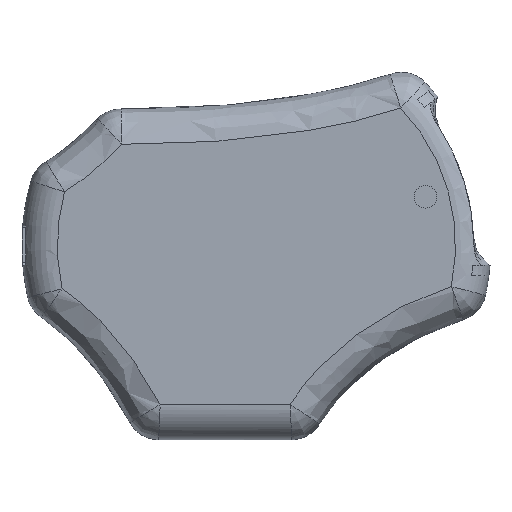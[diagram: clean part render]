
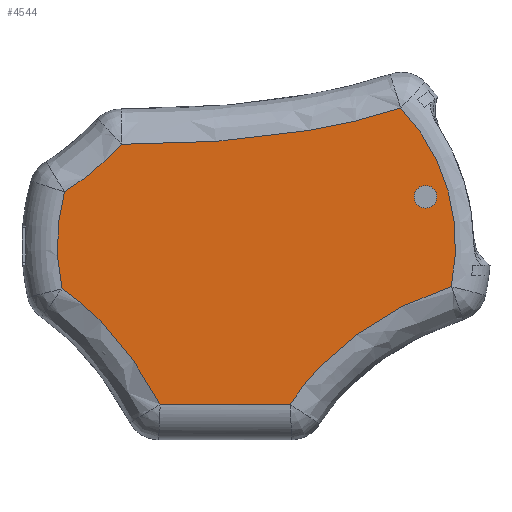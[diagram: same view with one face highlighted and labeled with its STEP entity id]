
A CAD part, front view. The second image highlights one B-rep face of the part: STEP entity #4544.
In plain terms, the highlighted planar face has unit normal (0, -1, 0).
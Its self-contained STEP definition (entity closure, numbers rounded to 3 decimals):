
#18=FACE_BOUND('',#589,.T.);
#134=PLANE('',#4866);
#331=FACE_OUTER_BOUND('',#588,.T.);
#588=EDGE_LOOP('',(#3548,#3549,#3550,#3551,#3552,#3553,#3554));
#589=EDGE_LOOP('',(#3555));
#791=CIRCLE('',#4778,2.25);
#830=CIRCLE('',#4853,39.5);
#838=CIRCLE('',#4863,39.5);
#1023=LINE('',#9323,#1364);
#1364=VECTOR('',#5480,10.);
#1730=B_SPLINE_CURVE_WITH_KNOTS('',3,(#8973,#8974,#8975,#8976,#8977,#8978,
#8979,#8980,#8981,#8982,#8983,#8984,#8985,#8986,#8987,#8988),
 .UNSPECIFIED.,.F.,.F.,(4,1,1,1,1,2,1,1,1,1,1,1,4),(0.03,
0.047,0.093,0.187,0.561,
1.308,2.067,2.574,2.827,2.953,
3.017,3.048,3.06),.UNSPECIFIED.);
#1732=B_SPLINE_CURVE_WITH_KNOTS('',3,(#9103,#9104,#9105,#9106,#9107,#9108,
#9109,#9110,#9111,#9112,#9113,#9114,#9115,#9116,#9117),.UNSPECIFIED.,.F.,
 .F.,(4,1,1,1,1,2,1,1,1,1,1,4),(0.02,0.027,0.054,
0.108,0.215,0.376,1.03,
1.194,1.357,1.439,1.48,1.499),
 .UNSPECIFIED.);
#1740=B_SPLINE_CURVE_WITH_KNOTS('',3,(#9446,#9447,#9448,#9449,#9450,#9451,
#9452,#9453,#9454,#9455,#9456,#9457,#9458,#9459,#9460,#9461,#9462,#9463),
 .UNSPECIFIED.,.F.,.F.,(4,1,1,1,1,1,2,1,2,1,1,1,1,4),(0.021,
0.087,0.174,0.348,0.695,
1.39,2.433,3.493,4.288,5.065,
5.453,5.55,5.599,5.614),
 .UNSPECIFIED.);
#1747=B_SPLINE_CURVE_WITH_KNOTS('',3,(#9764,#9765,#9766,#9767,#9768,#9769,
#9770,#9771,#9772,#9773,#9774,#9775,#9776,#9777,#9778,#9779,#9780),
 .UNSPECIFIED.,.F.,.F.,(4,1,1,1,1,2,1,2,1,1,1,1,4),(0.029,
0.034,0.068,0.137,0.41,
0.957,2.145,3.035,3.628,3.924,
3.998,4.035,4.044),.UNSPECIFIED.);
#1904=VERTEX_POINT('',#7148);
#2029=VERTEX_POINT('',#8685);
#2033=VERTEX_POINT('',#8720);
#2034=VERTEX_POINT('',#8732);
#2042=VERTEX_POINT('',#8961);
#2043=VERTEX_POINT('',#9102);
#2049=VERTEX_POINT('',#9308);
#2051=VERTEX_POINT('',#9445);
#2393=EDGE_CURVE('',#1904,#1904,#791,.T.);
#2574=EDGE_CURVE('',#2033,#2034,#830,.T.);
#2585=EDGE_CURVE('',#2042,#2033,#1730,.T.);
#2587=EDGE_CURVE('',#2034,#2043,#1732,.T.);
#2597=EDGE_CURVE('',#2049,#2042,#1023,.T.);
#2599=EDGE_CURVE('',#2043,#2051,#1740,.T.);
#2608=EDGE_CURVE('',#2029,#2049,#1747,.T.);
#2610=EDGE_CURVE('',#2051,#2029,#838,.T.);
#3548=ORIENTED_EDGE('',*,*,#2574,.F.);
#3549=ORIENTED_EDGE('',*,*,#2585,.F.);
#3550=ORIENTED_EDGE('',*,*,#2597,.F.);
#3551=ORIENTED_EDGE('',*,*,#2608,.F.);
#3552=ORIENTED_EDGE('',*,*,#2610,.F.);
#3553=ORIENTED_EDGE('',*,*,#2599,.F.);
#3554=ORIENTED_EDGE('',*,*,#2587,.F.);
#3555=ORIENTED_EDGE('',*,*,#2393,.T.);
#4544=ADVANCED_FACE('',(#331,#18),#134,.F.);
#4778=AXIS2_PLACEMENT_3D('',#7149,#5257,#5258);
#4853=AXIS2_PLACEMENT_3D('',#8733,#5466,#5467);
#4863=AXIS2_PLACEMENT_3D('',#9800,#5488,#5489);
#4866=AXIS2_PLACEMENT_3D('',#9897,#5500,#5501);
#5257=DIRECTION('center_axis',(0.,1.,0.));
#5258=DIRECTION('ref_axis',(1.,0.,0.));
#5466=DIRECTION('center_axis',(0.,1.,0.));
#5467=DIRECTION('ref_axis',(-1.,0.,0.026));
#5480=DIRECTION('',(-1.,0.,0.));
#5488=DIRECTION('center_axis',(0.,1.,0.));
#5489=DIRECTION('ref_axis',(0.989,0.,-0.15));
#5500=DIRECTION('center_axis',(0.,1.,0.));
#5501=DIRECTION('ref_axis',(1.,0.,0.));
#7148=CARTESIAN_POINT('',(31.29,0.,9.61));
#7149=CARTESIAN_POINT('Origin',(33.54,0.,9.61));
#8685=CARTESIAN_POINT('',(38.645,0.,-8.172));
#8720=CARTESIAN_POINT('',(-38.545,0.,-8.632));
#8732=CARTESIAN_POINT('',(-38.046,0.,10.618));
#8733=CARTESIAN_POINT('Origin',(0.,0.,0.));
#8961=CARTESIAN_POINT('',(-19.077,0.,-31.566));
#8973=CARTESIAN_POINT('Ctrl Pts',(-19.077,0.,
-31.566));
#8974=CARTESIAN_POINT('Ctrl Pts',(-19.104,0.,
-31.517));
#8975=CARTESIAN_POINT('Ctrl Pts',(-19.206,0.,
-31.33));
#8976=CARTESIAN_POINT('Ctrl Pts',(-19.458,0.,
-30.871));
#8977=CARTESIAN_POINT('Ctrl Pts',(-20.293,0.,
-29.373));
#8978=CARTESIAN_POINT('Ctrl Pts',(-22.349,0.,
-25.87));
#8979=CARTESIAN_POINT('Ctrl Pts',(-24.442,0.,
-22.757));
#8980=CARTESIAN_POINT('Ctrl Pts',(-27.482,0.,-18.752));
#8981=CARTESIAN_POINT('Ctrl Pts',(-30.239,0.,
-15.547));
#8982=CARTESIAN_POINT('Ctrl Pts',(-33.989,0.,
-12.092));
#8983=CARTESIAN_POINT('Ctrl Pts',(-36.307,0.,
-10.248));
#8984=CARTESIAN_POINT('Ctrl Pts',(-37.498,0.,
-9.369));
#8985=CARTESIAN_POINT('Ctrl Pts',(-38.1,0.,
-8.941));
#8986=CARTESIAN_POINT('Ctrl Pts',(-38.393,0.,
-8.738));
#8987=CARTESIAN_POINT('Ctrl Pts',(-38.512,0.,
-8.655));
#8988=CARTESIAN_POINT('Ctrl Pts',(-38.545,0.,
-8.632));
#9102=CARTESIAN_POINT('',(-26.668,0.,20.02));
#9103=CARTESIAN_POINT('Ctrl Pts',(-38.046,0.,
10.618));
#9104=CARTESIAN_POINT('Ctrl Pts',(-38.027,0.,
10.629));
#9105=CARTESIAN_POINT('Ctrl Pts',(-37.931,0.,
10.685));
#9106=CARTESIAN_POINT('Ctrl Pts',(-37.682,0.,
10.834));
#9107=CARTESIAN_POINT('Ctrl Pts',(-37.146,0.,
11.161));
#9108=CARTESIAN_POINT('Ctrl Pts',(-36.24,0.,
11.742));
#9109=CARTESIAN_POINT('Ctrl Pts',(-35.502,0.,
12.254));
#9110=CARTESIAN_POINT('Ctrl Pts',(-33.296,0.,
13.848));
#9111=CARTESIAN_POINT('Ctrl Pts',(-31.22,0.,
15.622));
#9112=CARTESIAN_POINT('Ctrl Pts',(-28.838,0.,
17.864));
#9113=CARTESIAN_POINT('Ctrl Pts',(-27.863,0.,
18.817));
#9114=CARTESIAN_POINT('Ctrl Pts',(-27.189,0.,
19.492));
#9115=CARTESIAN_POINT('Ctrl Pts',(-26.855,0.,
19.829));
#9116=CARTESIAN_POINT('Ctrl Pts',(-26.714,0.,
19.973));
#9117=CARTESIAN_POINT('Ctrl Pts',(-26.668,0.,
20.02));
#9308=CARTESIAN_POINT('',(6.715,0.,-31.566));
#9323=CARTESIAN_POINT('',(3.497,0.,-31.566));
#9445=CARTESIAN_POINT('',(28.626,0.,27.218));
#9446=CARTESIAN_POINT('Ctrl Pts',(-26.668,0.,
20.02));
#9447=CARTESIAN_POINT('Ctrl Pts',(-26.449,0.,
20.019));
#9448=CARTESIAN_POINT('Ctrl Pts',(-25.94,0.,
20.017));
#9449=CARTESIAN_POINT('Ctrl Pts',(-24.852,0.,
20.015));
#9450=CARTESIAN_POINT('Ctrl Pts',(-22.823,0.,
20.023));
#9451=CARTESIAN_POINT('Ctrl Pts',(-18.765,0.,
20.077));
#9452=CARTESIAN_POINT('Ctrl Pts',(-11.807,0.,
20.31));
#9453=CARTESIAN_POINT('Ctrl Pts',(-6.02,0.,
20.717));
#9454=CARTESIAN_POINT('Ctrl Pts',(0.962,0.,
21.39));
#9455=CARTESIAN_POINT('Ctrl Pts',(7.093,0.,
22.149));
#9456=CARTESIAN_POINT('Ctrl Pts',(13.209,0.,
23.234));
#9457=CARTESIAN_POINT('Ctrl Pts',(18.355,0.,
24.303));
#9458=CARTESIAN_POINT('Ctrl Pts',(22.142,0.,
25.2));
#9459=CARTESIAN_POINT('Ctrl Pts',(26.178,0.,
26.386));
#9460=CARTESIAN_POINT('Ctrl Pts',(27.867,0.,
26.95));
#9461=CARTESIAN_POINT('Ctrl Pts',(28.375,0.,
27.128));
#9462=CARTESIAN_POINT('Ctrl Pts',(28.576,0.,
27.2));
#9463=CARTESIAN_POINT('Ctrl Pts',(28.626,0.,
27.218));
#9764=CARTESIAN_POINT('Ctrl Pts',(38.645,0.,
-8.172));
#9765=CARTESIAN_POINT('Ctrl Pts',(38.63,0.,
-8.177));
#9766=CARTESIAN_POINT('Ctrl Pts',(38.505,0.,
-8.216));
#9767=CARTESIAN_POINT('Ctrl Pts',(38.164,0.,
-8.326));
#9768=CARTESIAN_POINT('Ctrl Pts',(36.971,0.,
-8.719));
#9769=CARTESIAN_POINT('Ctrl Pts',(34.171,0.,
-9.72));
#9770=CARTESIAN_POINT('Ctrl Pts',(31.637,0.,
-10.81));
#9771=CARTESIAN_POINT('Ctrl Pts',(26.386,0.,
-13.343));
#9772=CARTESIAN_POINT('Ctrl Pts',(20.391,0.,
-16.975));
#9773=CARTESIAN_POINT('Ctrl Pts',(15.114,0.,
-21.512));
#9774=CARTESIAN_POINT('Ctrl Pts',(11.617,0.,
-25.065));
#9775=CARTESIAN_POINT('Ctrl Pts',(9.64,0.,
-27.312));
#9776=CARTESIAN_POINT('Ctrl Pts',(7.765,0.,
-29.931));
#9777=CARTESIAN_POINT('Ctrl Pts',(7.024,0.,
-31.072));
#9778=CARTESIAN_POINT('Ctrl Pts',(6.811,0.,
-31.411));
#9779=CARTESIAN_POINT('Ctrl Pts',(6.731,0.,
-31.541));
#9780=CARTESIAN_POINT('Ctrl Pts',(6.715,0.,
-31.566));
#9800=CARTESIAN_POINT('Origin',(0.,0.,0.));
#9897=CARTESIAN_POINT('Origin',(0.,0.,0.));
